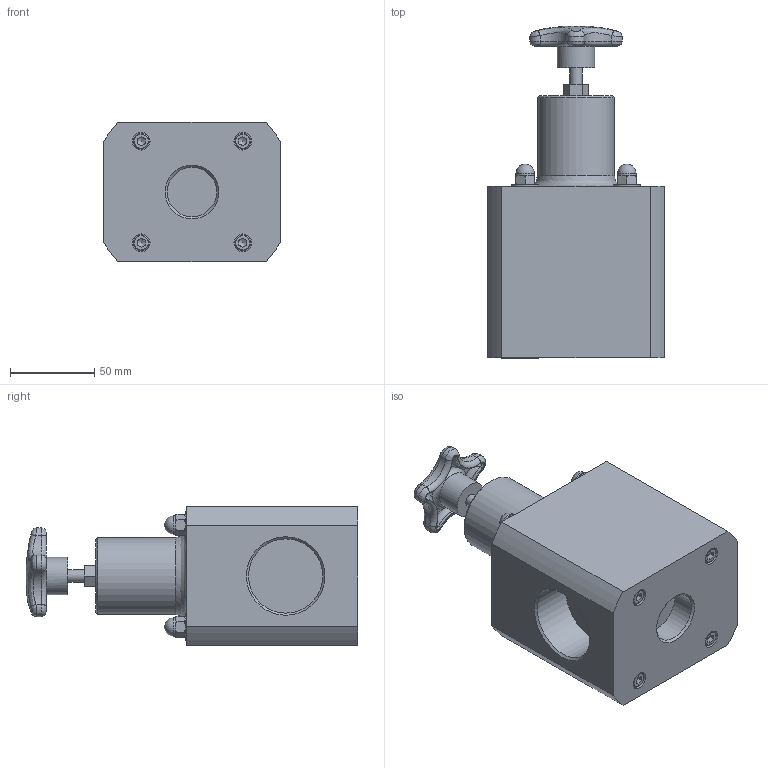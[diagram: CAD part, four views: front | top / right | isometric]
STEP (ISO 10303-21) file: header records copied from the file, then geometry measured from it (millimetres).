
FILE_DESCRIPTION((''),'2;1');
FILE_NAME('TVPR15-SS_R0.ipt.stp','2017-04-04T12:16:31',(''),(''),'Autodesk Inventor 2009','Autodesk Inventor 2009','');
FILE_SCHEMA(('AUTOMOTIVE_DESIGN { 1 0 10303 214 1 1 1 1 }'));
Length unit declared in the file: inch
Products named in the file (1): TVPR15-SS_R0
Bounding box: 104.78 x 196.84 x 82.55 mm (x, y, z)
Volume: 886623.1 mm3; surface area: 78645 mm2
Topology: 1 solids, 5 shells, 340 faces, 786 edges, 478 vertices
Faces by surface type: plane 145, bspline 105, cylinder 46, sphere 17, torus 15, cone 12
Full cylindrical faces by diameter (mm): 4.445 x4, 7.442 x1, 9.525 x4, 10.998 x4, 15.875 x4, 22.098 x1, 29.369 x1, 44.053 x2, 45.72 x1
Entity records: 13596 total; most frequent: CARTESIAN_POINT 6428, ORIENTED_EDGE 1456, DIRECTION 1324, EDGE_CURVE 728, AXIS2_PLACEMENT_3D 559, VERTEX_POINT 473, EDGE_LOOP 415, FACE_OUTER_BOUND 340
